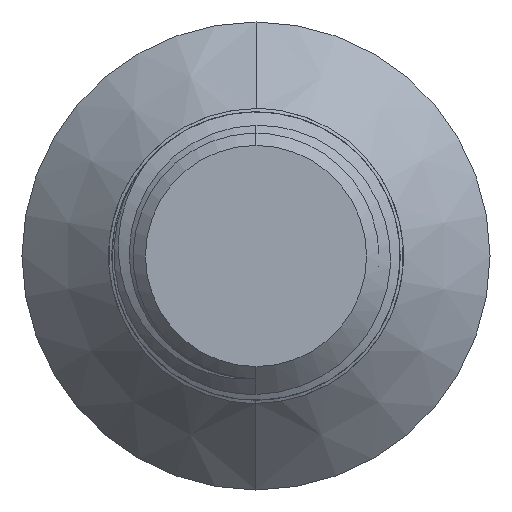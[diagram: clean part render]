
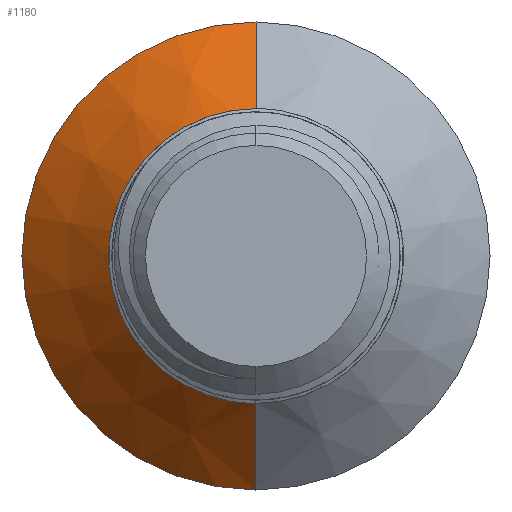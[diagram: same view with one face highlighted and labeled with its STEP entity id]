
A CAD part, left-side view. The second image highlights one B-rep face of the part: STEP entity #1180.
In plain terms, the highlighted conical face has half-angle 45 degrees and reference radius 9.525 mm.
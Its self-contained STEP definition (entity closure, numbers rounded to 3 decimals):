
#20 = DIRECTION ( 'NONE',  ( 0., 0., -1. ) ) ;
#227 = CARTESIAN_POINT ( 'NONE',  ( 182., 0., 0. ) ) ;
#349 = VECTOR ( 'NONE', #2381, 1000. ) ;
#475 = EDGE_CURVE ( 'NONE', #2688, #2672, #935, .T. ) ;
#497 = ORIENTED_EDGE ( 'NONE', *, *, #2211, .T. ) ;
#583 = CARTESIAN_POINT ( 'NONE',  ( 178.475, 0., 6. ) ) ;
#619 = ORIENTED_EDGE ( 'NONE', *, *, #1908, .F. ) ;
#628 = CARTESIAN_POINT ( 'NONE',  ( 178.475, 0., 0. ) ) ;
#672 = CARTESIAN_POINT ( 'NONE',  ( 182., 0., 9.525 ) ) ;
#749 = LINE ( 'NONE', #1200, #349 ) ;
#835 = AXIS2_PLACEMENT_3D ( 'NONE', #227, #2549, #20 ) ;
#909 = CARTESIAN_POINT ( 'NONE',  ( 182., 0., 0. ) ) ;
#935 = CIRCLE ( 'NONE', #2313, 6. ) ;
#1069 = CARTESIAN_POINT ( 'NONE',  ( 178.475, 0., -6. ) ) ;
#1138 = LINE ( 'NONE', #672, #1397 ) ;
#1148 = EDGE_LOOP ( 'NONE', ( #1565, #497, #619, #2238 ) ) ;
#1180 = ADVANCED_FACE ( 'NONE', ( #2948 ), #1605, .T. ) ;
#1200 = CARTESIAN_POINT ( 'NONE',  ( 182., 0., -9.525 ) ) ;
#1226 = EDGE_CURVE ( 'NONE', #2672, #2567, #749, .T. ) ;
#1227 = DIRECTION ( 'NONE',  ( 0., 0., -1. ) ) ;
#1353 = DIRECTION ( 'NONE',  ( 0.707, 0., 0.707 ) ) ;
#1378 = VERTEX_POINT ( 'NONE', #2351 ) ;
#1397 = VECTOR ( 'NONE', #1353, 1000. ) ;
#1565 = ORIENTED_EDGE ( 'NONE', *, *, #475, .F. ) ;
#1605 = CONICAL_SURFACE ( 'NONE', #1699, 9.525, 0.785 ) ;
#1699 = AXIS2_PLACEMENT_3D ( 'NONE', #909, #2820, #1227 ) ;
#1908 = EDGE_CURVE ( 'NONE', #2567, #1378, #2785, .T. ) ;
#2211 = EDGE_CURVE ( 'NONE', #2688, #1378, #1138, .T. ) ;
#2238 = ORIENTED_EDGE ( 'NONE', *, *, #1226, .F. ) ;
#2313 = AXIS2_PLACEMENT_3D ( 'NONE', #628, #2720, #2955 ) ;
#2351 = CARTESIAN_POINT ( 'NONE',  ( 182., 0., 9.525 ) ) ;
#2381 = DIRECTION ( 'NONE',  ( 0.707, 0., -0.707 ) ) ;
#2549 = DIRECTION ( 'NONE',  ( 1., 0., 0. ) ) ;
#2567 = VERTEX_POINT ( 'NONE', #2826 ) ;
#2672 = VERTEX_POINT ( 'NONE', #1069 ) ;
#2688 = VERTEX_POINT ( 'NONE', #583 ) ;
#2720 = DIRECTION ( 'NONE',  ( -1., 0., 0. ) ) ;
#2785 = CIRCLE ( 'NONE', #835, 9.525 ) ;
#2820 = DIRECTION ( 'NONE',  ( 1., 0., 0. ) ) ;
#2826 = CARTESIAN_POINT ( 'NONE',  ( 182., 0., -9.525 ) ) ;
#2948 = FACE_OUTER_BOUND ( 'NONE', #1148, .T. ) ;
#2955 = DIRECTION ( 'NONE',  ( 0., 0., -1. ) ) ;
